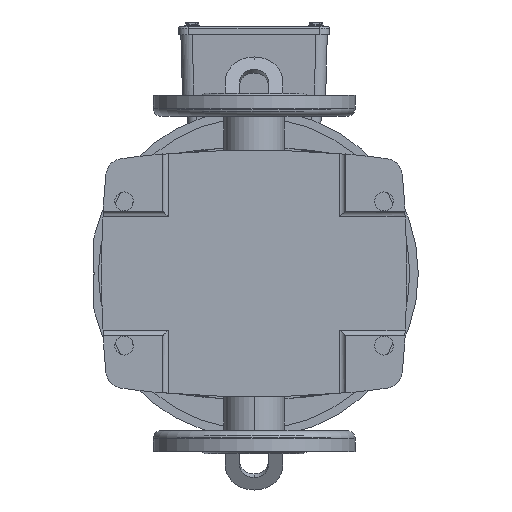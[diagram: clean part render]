
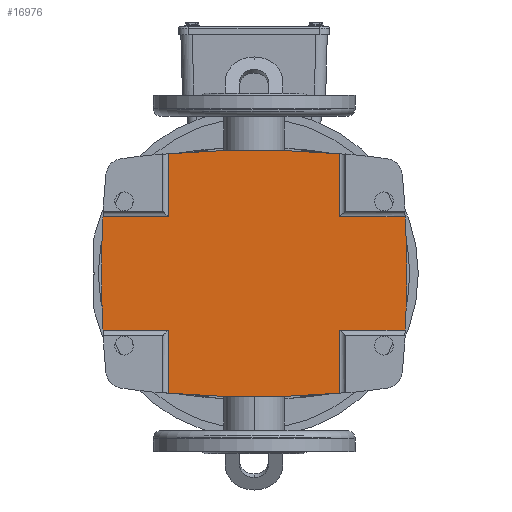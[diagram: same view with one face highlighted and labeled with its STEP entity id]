
A CAD part, front view. The second image highlights one B-rep face of the part: STEP entity #16976.
In plain terms, the highlighted planar face has unit normal (0, -1, 0).
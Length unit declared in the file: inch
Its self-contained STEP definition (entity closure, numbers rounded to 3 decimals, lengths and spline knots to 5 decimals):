
#2850 = VERTEX_POINT ( 'NONE', #27604 ) ;
#2972 = VERTEX_POINT ( 'NONE', #28433 ) ;
#4431 = VERTEX_POINT ( 'NONE', #80161 ) ;
#4611 = VERTEX_POINT ( 'NONE', #82629 ) ;
#7306 = AXIS2_PLACEMENT_3D ( 'NONE', #17168, #61235, #10998 ) ;
#7719 = VECTOR ( 'NONE', #66370, 39.37008 ) ;
#8460 = DIRECTION ( 'NONE',  ( 1., 0., 0. ) ) ;
#9086 = EDGE_CURVE ( 'NONE', #80561, #63636, #42664, .T. ) ;
#9129 = VERTEX_POINT ( 'NONE', #70126 ) ;
#9296 = DIRECTION ( 'NONE',  ( 0., 0., 1. ) ) ;
#9775 = DIRECTION ( 'NONE',  ( 0., 0., 1. ) ) ;
#9914 = CARTESIAN_POINT ( 'NONE',  ( 3.26434, 0.19685, -2.33625 ) ) ;
#10536 = VECTOR ( 'NONE', #38642, 39.37008 ) ;
#10998 = DIRECTION ( 'NONE',  ( 0., 0., 1. ) ) ;
#13493 = CARTESIAN_POINT ( 'NONE',  ( -4.59646, 0.19685, -2.33625 ) ) ;
#13989 = VERTEX_POINT ( 'NONE', #51879 ) ;
#16513 = DIRECTION ( 'NONE',  ( 0., 1., 0. ) ) ;
#16976 = ADVANCED_FACE ( 'NONE', ( #43888 ), #46973, .F. ) ;
#17020 = CIRCLE ( 'NONE', #28949, 27.26527 ) ;
#17147 = CARTESIAN_POINT ( 'NONE',  ( 0., 0.19685, 4.16291 ) ) ;
#17168 = CARTESIAN_POINT ( 'NONE',  ( 23.10315, 0.19685, 0. ) ) ;
#17351 = EDGE_CURVE ( 'NONE', #78019, #13989, #55793, .T. ) ;
#17725 = ORIENTED_EDGE ( 'NONE', *, *, #53181, .F. ) ;
#18654 = VECTOR ( 'NONE', #8460, 39.37008 ) ;
#20443 = DIRECTION ( 'NONE',  ( 1., 0., 0. ) ) ;
#20656 = LINE ( 'NONE', #70666, #49660 ) ;
#21218 = DIRECTION ( 'NONE',  ( 0., 0., 1. ) ) ;
#21545 = ORIENTED_EDGE ( 'NONE', *, *, #29995, .F. ) ;
#21831 = VECTOR ( 'NONE', #68292, 39.37008 ) ;
#22901 = DIRECTION ( 'NONE',  ( 0., 0., 1. ) ) ;
#23634 = EDGE_CURVE ( 'NONE', #2972, #34698, #64101, .T. ) ;
#24211 = CIRCLE ( 'NONE', #60743, 26.47079 ) ;
#24556 = DIRECTION ( 'NONE',  ( 0., 0., 1. ) ) ;
#25111 = ORIENTED_EDGE ( 'NONE', *, *, #59941, .T. ) ;
#26134 = ORIENTED_EDGE ( 'NONE', *, *, #30624, .F. ) ;
#26933 = CARTESIAN_POINT ( 'NONE',  ( -4.59646, 0.19685, -2.33625 ) ) ;
#27004 = CARTESIAN_POINT ( 'NONE',  ( 0., 0.19685, 23.10236 ) ) ;
#27604 = CARTESIAN_POINT ( 'NONE',  ( -1.54265, 0.19685, -2.33625 ) ) ;
#28174 = CIRCLE ( 'NONE', #48270, 27.26527 ) ;
#28433 = CARTESIAN_POINT ( 'NONE',  ( -3.26434, 0.19685, 2.33625 ) ) ;
#28515 = DIRECTION ( 'NONE',  ( 0., 1., 0. ) ) ;
#28723 = DIRECTION ( 'NONE',  ( 0., 1., 0. ) ) ;
#28949 = AXIS2_PLACEMENT_3D ( 'NONE', #27004, #78008, #33441 ) ;
#29530 = DIRECTION ( 'NONE',  ( 0., 0., 1. ) ) ;
#29995 = EDGE_CURVE ( 'NONE', #4611, #2850, #75622, .T. ) ;
#30624 = EDGE_CURVE ( 'NONE', #2972, #9129, #20656, .T. ) ;
#31464 = VERTEX_POINT ( 'NONE', #46350 ) ;
#33441 = DIRECTION ( 'NONE',  ( 0., 0., 1. ) ) ;
#33514 = EDGE_CURVE ( 'NONE', #13989, #46013, #24211, .T. ) ;
#34698 = VERTEX_POINT ( 'NONE', #39633 ) ;
#34895 = CARTESIAN_POINT ( 'NONE',  ( 1.54265, 0.19685, -4.59646 ) ) ;
#35565 = LINE ( 'NONE', #13493, #10536 ) ;
#35688 = AXIS2_PLACEMENT_3D ( 'NONE', #40494, #28723, #21218 ) ;
#37445 = AXIS2_PLACEMENT_3D ( 'NONE', #37797, #81790, #50642 ) ;
#37797 = CARTESIAN_POINT ( 'NONE',  ( 0., 0.19685, -23.10236 ) ) ;
#38642 = DIRECTION ( 'NONE',  ( 1., 0., 0. ) ) ;
#38939 = CARTESIAN_POINT ( 'NONE',  ( 0., 0.19685, -4.16291 ) ) ;
#39633 = CARTESIAN_POINT ( 'NONE',  ( -3.26434, 0.19685, -2.33625 ) ) ;
#40178 = VERTEX_POINT ( 'NONE', #38939 ) ;
#40494 = CARTESIAN_POINT ( 'NONE',  ( 0., 0.19685, 23.10236 ) ) ;
#40899 = CARTESIAN_POINT ( 'NONE',  ( 1.54265, 0.19685, -4.59646 ) ) ;
#42664 = CIRCLE ( 'NONE', #37445, 27.26527 ) ;
#43237 = CARTESIAN_POINT ( 'NONE',  ( 0., 0.19685, -23.10236 ) ) ;
#43888 = FACE_OUTER_BOUND ( 'NONE', #80342, .T. ) ;
#44310 = AXIS2_PLACEMENT_3D ( 'NONE', #54738, #28515, #9775 ) ;
#44645 = ORIENTED_EDGE ( 'NONE', *, *, #23634, .T. ) ;
#45256 = ORIENTED_EDGE ( 'NONE', *, *, #56333, .F. ) ;
#46013 = VERTEX_POINT ( 'NONE', #9914 ) ;
#46237 = CARTESIAN_POINT ( 'NONE',  ( -1.54265, 0.19685, 4.11924 ) ) ;
#46350 = CARTESIAN_POINT ( 'NONE',  ( 1.54265, 0.19685, -2.33625 ) ) ;
#46973 = PLANE ( 'NONE',  #44310 ) ;
#48270 = AXIS2_PLACEMENT_3D ( 'NONE', #43237, #74431, #29530 ) ;
#49660 = VECTOR ( 'NONE', #20443, 39.37008 ) ;
#50642 = DIRECTION ( 'NONE',  ( 0., 0., 1. ) ) ;
#51879 = CARTESIAN_POINT ( 'NONE',  ( 3.26434, 0.19685, 2.33625 ) ) ;
#52647 = LINE ( 'NONE', #26933, #18654 ) ;
#53181 = EDGE_CURVE ( 'NONE', #64911, #40178, #78265, .T. ) ;
#53763 = VECTOR ( 'NONE', #24556, 39.37008 ) ;
#54738 = CARTESIAN_POINT ( 'NONE',  ( -1.54265, 0.19685, -4.59646 ) ) ;
#54756 = CARTESIAN_POINT ( 'NONE',  ( -23.10315, 0.19685, 0. ) ) ;
#55793 = LINE ( 'NONE', #73880, #21831 ) ;
#56333 = EDGE_CURVE ( 'NONE', #40178, #4611, #17020, .T. ) ;
#56405 = ORIENTED_EDGE ( 'NONE', *, *, #17351, .F. ) ;
#57285 = LINE ( 'NONE', #73241, #78207 ) ;
#58558 = LINE ( 'NONE', #40899, #72548 ) ;
#58933 = ORIENTED_EDGE ( 'NONE', *, *, #33514, .F. ) ;
#59819 = EDGE_CURVE ( 'NONE', #31464, #46013, #52647, .T. ) ;
#59941 = EDGE_CURVE ( 'NONE', #64911, #31464, #58558, .T. ) ;
#60668 = LINE ( 'NONE', #34895, #7719 ) ;
#60743 = AXIS2_PLACEMENT_3D ( 'NONE', #54756, #16513, #22901 ) ;
#60946 = DIRECTION ( 'NONE',  ( 0., 0., 1. ) ) ;
#61235 = DIRECTION ( 'NONE',  ( 0., -1., 0. ) ) ;
#61370 = ORIENTED_EDGE ( 'NONE', *, *, #82031, .T. ) ;
#61549 = CARTESIAN_POINT ( 'NONE',  ( 1.54265, 0.19685, 2.33625 ) ) ;
#62463 = ORIENTED_EDGE ( 'NONE', *, *, #9086, .T. ) ;
#62640 = EDGE_CURVE ( 'NONE', #9129, #63636, #57285, .T. ) ;
#62799 = ORIENTED_EDGE ( 'NONE', *, *, #67267, .T. ) ;
#63636 = VERTEX_POINT ( 'NONE', #46237 ) ;
#64101 = CIRCLE ( 'NONE', #7306, 26.47079 ) ;
#64911 = VERTEX_POINT ( 'NONE', #70717 ) ;
#66370 = DIRECTION ( 'NONE',  ( 0., 0., 1. ) ) ;
#66425 = EDGE_CURVE ( 'NONE', #78019, #4431, #60668, .T. ) ;
#67267 = EDGE_CURVE ( 'NONE', #34698, #2850, #35565, .T. ) ;
#68292 = DIRECTION ( 'NONE',  ( 1., 0., 0. ) ) ;
#68478 = ORIENTED_EDGE ( 'NONE', *, *, #62640, .F. ) ;
#70126 = CARTESIAN_POINT ( 'NONE',  ( -1.54265, 0.19685, 2.33625 ) ) ;
#70666 = CARTESIAN_POINT ( 'NONE',  ( -4.59646, 0.19685, 2.33625 ) ) ;
#70717 = CARTESIAN_POINT ( 'NONE',  ( 1.54265, 0.19685, -4.11924 ) ) ;
#72548 = VECTOR ( 'NONE', #9296, 39.37008 ) ;
#73241 = CARTESIAN_POINT ( 'NONE',  ( -1.54265, 0.19685, -4.59646 ) ) ;
#73880 = CARTESIAN_POINT ( 'NONE',  ( -4.59646, 0.19685, 2.33625 ) ) ;
#74431 = DIRECTION ( 'NONE',  ( 0., -1., 0. ) ) ;
#75329 = CARTESIAN_POINT ( 'NONE',  ( -1.54265, 0.19685, -4.59646 ) ) ;
#75622 = LINE ( 'NONE', #75329, #53763 ) ;
#78008 = DIRECTION ( 'NONE',  ( 0., 1., 0. ) ) ;
#78019 = VERTEX_POINT ( 'NONE', #61549 ) ;
#78207 = VECTOR ( 'NONE', #60946, 39.37008 ) ;
#78265 = CIRCLE ( 'NONE', #35688, 27.26527 ) ;
#79892 = ORIENTED_EDGE ( 'NONE', *, *, #66425, .T. ) ;
#80161 = CARTESIAN_POINT ( 'NONE',  ( 1.54265, 0.19685, 4.11924 ) ) ;
#80342 = EDGE_LOOP ( 'NONE', ( #68478, #26134, #44645, #62799, #21545, #45256, #17725, #25111, #81414, #58933, #56405, #79892, #61370, #62463 ) ) ;
#80561 = VERTEX_POINT ( 'NONE', #17147 ) ;
#81414 = ORIENTED_EDGE ( 'NONE', *, *, #59819, .T. ) ;
#81790 = DIRECTION ( 'NONE',  ( 0., -1., 0. ) ) ;
#82031 = EDGE_CURVE ( 'NONE', #4431, #80561, #28174, .T. ) ;
#82629 = CARTESIAN_POINT ( 'NONE',  ( -1.54265, 0.19685, -4.11924 ) ) ;
